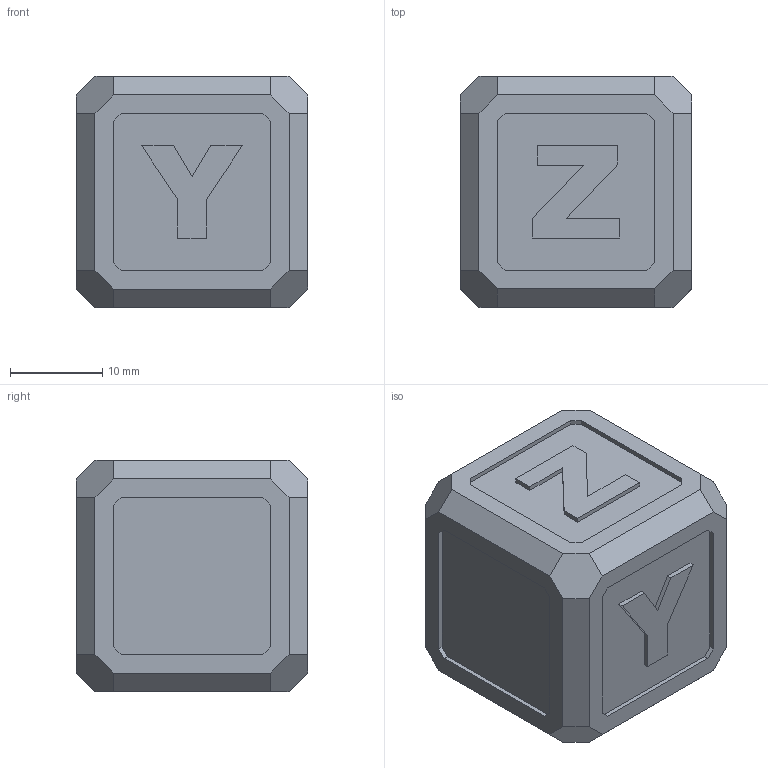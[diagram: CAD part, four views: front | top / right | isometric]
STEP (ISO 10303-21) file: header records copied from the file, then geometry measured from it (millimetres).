
FILE_DESCRIPTION(/* description */ (''),/* implementation_level */ '2;1');
FILE_NAME(/* name */ 'Cube.step',/* time_stamp */ '2023-09-24T11:18:07+02:00',/* author */ (''),/* organization */ (''),/* preprocessor_version */ 'ST-DEVELOPER v20',/* originating_system */ 'Autodesk Translation Framework v12.14.0.127',/* authorisation */ '');
FILE_SCHEMA (('AUTOMOTIVE_DESIGN { 1 0 10303 214 3 1 1 }'));
Length unit declared in the file: millimetre
Products named in the file (1): (Nicht gespeichert)
Bounding box: 25 x 25 x 25 mm (x, y, z)
Volume: 14366.3 mm3; surface area: 3646.5 mm2
Topology: 1 solids, 1 shells, 194 faces, 531 edges, 354 vertices
Faces by surface type: plane 124, bspline 70
Entity records: 6258 total; most frequent: CARTESIAN_POINT 1990, ORIENTED_EDGE 1062, DIRECTION 641, EDGE_CURVE 531, LINE 391, VECTOR 391, VERTEX_POINT 354, EDGE_LOOP 209
